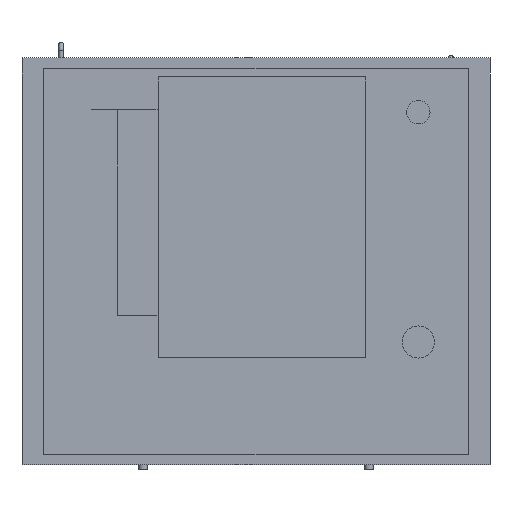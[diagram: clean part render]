
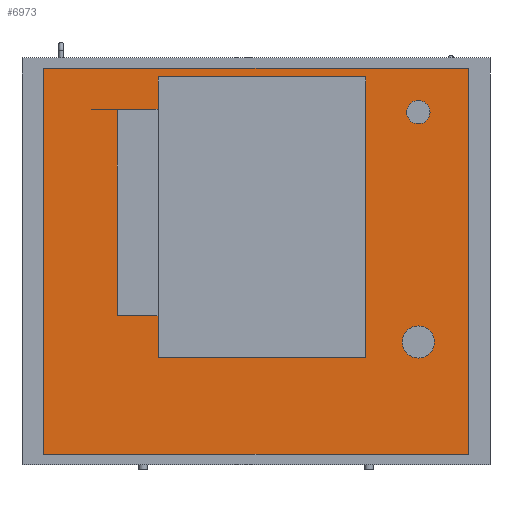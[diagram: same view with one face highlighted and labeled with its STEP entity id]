
A CAD part, front view. The second image highlights one B-rep face of the part: STEP entity #6973.
In plain terms, the highlighted planar face has unit normal (0, -1, 0).
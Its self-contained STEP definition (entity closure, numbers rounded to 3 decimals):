
#375=FACE_OUTER_BOUND('',#822,.T.);
#822=EDGE_LOOP('',(#4659,#4660,#4661,#4662));
#1288=LINE('',#10191,#2128);
#1291=LINE('',#10196,#2131);
#1292=LINE('',#10199,#2132);
#1293=LINE('',#10200,#2133);
#2128=VECTOR('',#8138,10.);
#2131=VECTOR('',#8143,10.);
#2132=VECTOR('',#8146,10.);
#2133=VECTOR('',#8147,10.);
#2959=VERTEX_POINT('',#10188);
#2960=VERTEX_POINT('',#10190);
#2961=VERTEX_POINT('',#10194);
#2962=VERTEX_POINT('',#10198);
#3632=EDGE_CURVE('',#2959,#2960,#1288,.T.);
#3635=EDGE_CURVE('',#2959,#2961,#1291,.T.);
#3636=EDGE_CURVE('',#2962,#2961,#1292,.T.);
#3637=EDGE_CURVE('',#2960,#2962,#1293,.T.);
#4659=ORIENTED_EDGE('',*,*,#3635,.T.);
#4660=ORIENTED_EDGE('',*,*,#3636,.F.);
#4661=ORIENTED_EDGE('',*,*,#3637,.F.);
#4662=ORIENTED_EDGE('',*,*,#3632,.F.);
#6604=PLANE('',#7495);
#6973=ADVANCED_FACE('',(#375),#6604,.T.);
#7495=AXIS2_PLACEMENT_3D('',#10197,#8144,#8145);
#8138=DIRECTION('',(0.,0.,1.));
#8143=DIRECTION('',(1.,0.,0.));
#8144=DIRECTION('center_axis',(0.,-1.,0.));
#8145=DIRECTION('ref_axis',(0.,0.,-1.));
#8146=DIRECTION('',(0.,0.,-1.));
#8147=DIRECTION('',(1.,0.,0.));
#10188=CARTESIAN_POINT('',(-362.5,-185.,-330.));
#10190=CARTESIAN_POINT('',(-362.5,-185.,330.));
#10191=CARTESIAN_POINT('',(-362.5,-185.,330.));
#10194=CARTESIAN_POINT('',(362.5,-185.,-330.));
#10196=CARTESIAN_POINT('',(0.,-185.,-330.));
#10197=CARTESIAN_POINT('Origin',(0.,-185.,330.));
#10198=CARTESIAN_POINT('',(362.5,-185.,330.));
#10199=CARTESIAN_POINT('',(362.5,-185.,330.));
#10200=CARTESIAN_POINT('',(0.,-185.,330.));
